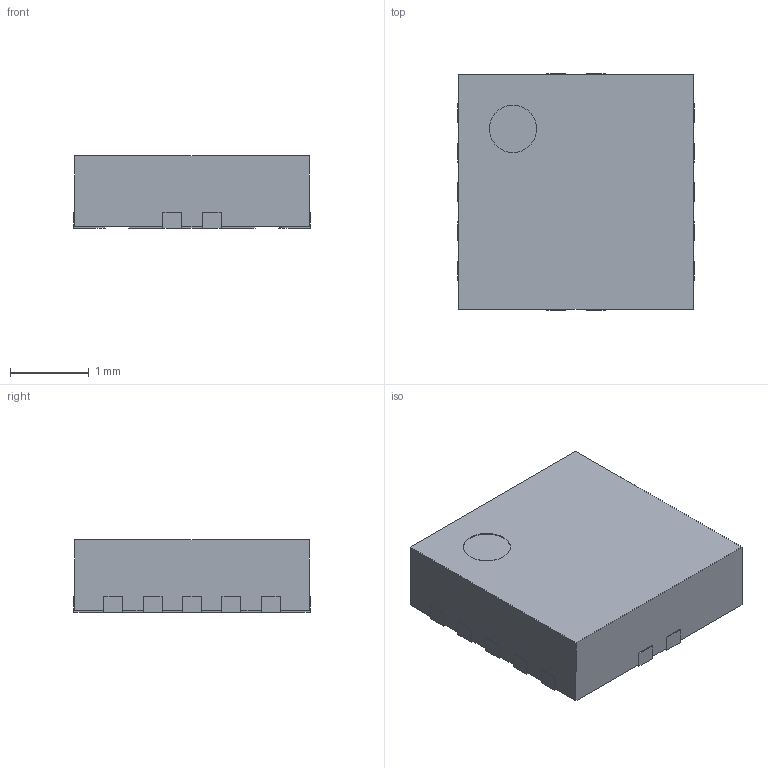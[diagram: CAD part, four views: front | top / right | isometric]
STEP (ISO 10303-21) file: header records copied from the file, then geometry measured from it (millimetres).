
FILE_DESCRIPTION (( 'STEP AP214' ), '1' );
FILE_NAME ('VSON-10-1EP_3x3mm_Pitch0.5mm_ThermalPad.step', '2018-04-16T12:41:00', ( '' ), ( '' ), 'SwSTEP 2.0', 'SolidWorks 2018', '' );
FILE_SCHEMA (( 'AUTOMOTIVE_DESIGN' ));
Length unit declared in the file: millimetre
Products named in the file (1): VSON-10-1EP_3x3mm_Pitch0.5mm_ThermalPad
Bounding box: 3 x 3 x 0.92 mm (x, y, z)
Volume: 8.1 mm3; surface area: 29.1 mm2
Topology: 1 solids, 1 shells, 103 faces, 300 edges, 200 vertices
Faces by surface type: plane 86, cylinder 17
Entity records: 4392 total; most frequent: CARTESIAN_POINT 604, ORIENTED_EDGE 600, DIRECTION 542, EDGE_CURVE 300, VECTOR 266, LINE 266, VERTEX_POINT 200, AXIS2_PLACEMENT_3D 138
